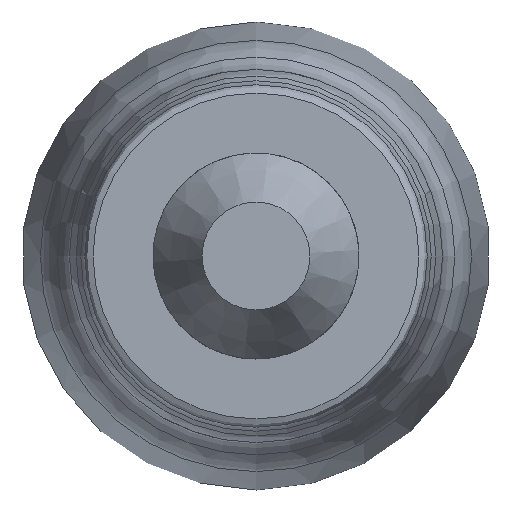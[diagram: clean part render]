
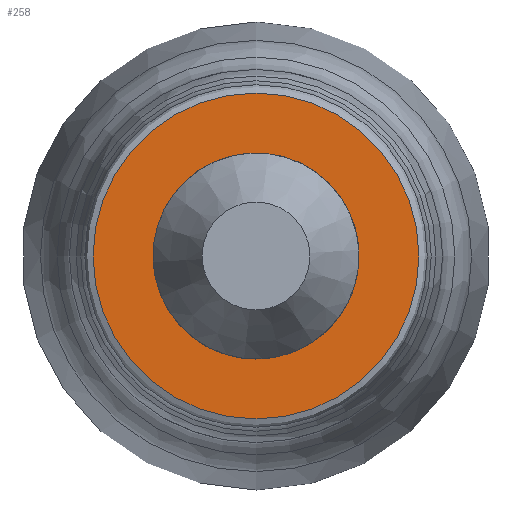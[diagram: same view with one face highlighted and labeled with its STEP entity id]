
A CAD part, left-side view. The second image highlights one B-rep face of the part: STEP entity #258.
In plain terms, the highlighted planar face has unit normal (-1, 0, 0).
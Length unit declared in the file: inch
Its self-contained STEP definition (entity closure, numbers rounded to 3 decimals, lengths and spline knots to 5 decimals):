
#4 = PLANE ( 'NONE',  #568 ) ;
#20 = FACE_OUTER_BOUND ( 'NONE', #275, .T. ) ;
#26 = VERTEX_POINT ( 'NONE', #701 ) ;
#82 = CARTESIAN_POINT ( 'NONE',  ( 0., 0., -0.01243 ) ) ;
#94 = ORIENTED_EDGE ( 'NONE', *, *, #662, .T. ) ;
#133 = DIRECTION ( 'NONE',  ( -1., 0., 0. ) ) ;
#135 = ORIENTED_EDGE ( 'NONE', *, *, #236, .F. ) ;
#140 = DIRECTION ( 'NONE',  ( 0., 0., -1. ) ) ;
#142 = VERTEX_POINT ( 'NONE', #82 ) ;
#236 = EDGE_CURVE ( 'NONE', #142, #142, #680, .T. ) ;
#244 = AXIS2_PLACEMENT_3D ( 'NONE', #297, #359, #140 ) ;
#253 = DIRECTION ( 'NONE',  ( 0., 0., -1. ) ) ;
#258 = ADVANCED_FACE ( 'NONE', ( #464, #20 ), #4, .F. ) ;
#271 = AXIS2_PLACEMENT_3D ( 'NONE', #632, #133, #350 ) ;
#275 = EDGE_LOOP ( 'NONE', ( #94 ) ) ;
#297 = CARTESIAN_POINT ( 'NONE',  ( 0., 0., 0. ) ) ;
#350 = DIRECTION ( 'NONE',  ( 0., 0., 1. ) ) ;
#359 = DIRECTION ( 'NONE',  ( -1., 0., 0. ) ) ;
#370 = CIRCLE ( 'NONE', #271, 0.01965 ) ;
#443 = EDGE_LOOP ( 'NONE', ( #135 ) ) ;
#464 = FACE_BOUND ( 'NONE', #443, .T. ) ;
#512 = CARTESIAN_POINT ( 'NONE',  ( 0., 0.018, 0. ) ) ;
#568 = AXIS2_PLACEMENT_3D ( 'NONE', #512, #573, #253 ) ;
#573 = DIRECTION ( 'NONE',  ( 1., 0., 0. ) ) ;
#632 = CARTESIAN_POINT ( 'NONE',  ( 0., 0., 0. ) ) ;
#662 = EDGE_CURVE ( 'NONE', #26, #26, #370, .T. ) ;
#680 = CIRCLE ( 'NONE', #244, 0.01243 ) ;
#701 = CARTESIAN_POINT ( 'NONE',  ( 0., 0., 0.01965 ) ) ;
